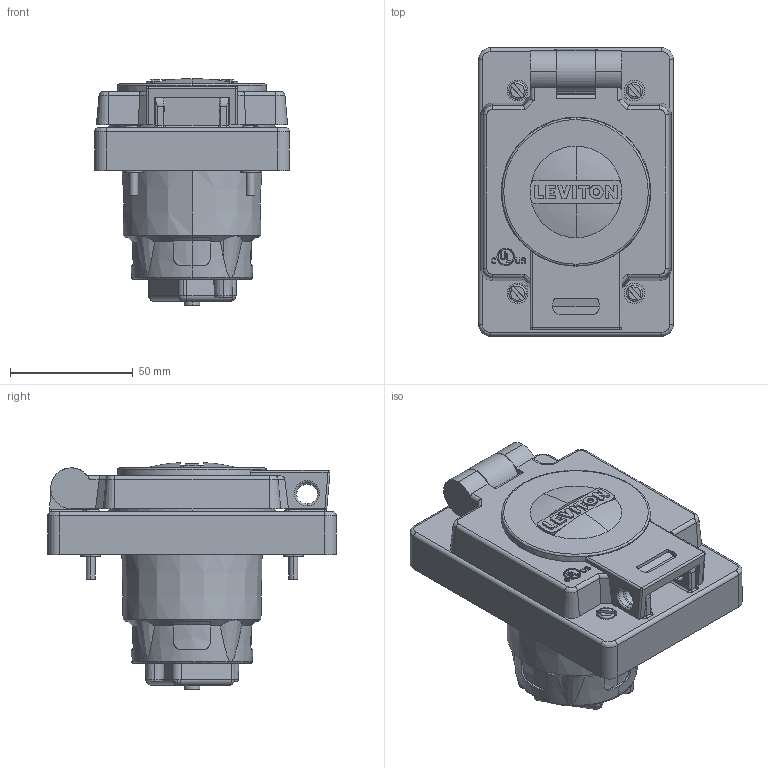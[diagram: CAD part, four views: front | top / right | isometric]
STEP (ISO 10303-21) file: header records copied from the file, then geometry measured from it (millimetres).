
FILE_DESCRIPTION (( 'STEP AP214' ), '1' );
FILE_NAME ('CATSTD-66W74-000.STEP', '2019-08-19T18:53:29', ( '' ), ( '' ), 'SwSTEP 2.0', 'SolidWorks 2017', '' );
FILE_SCHEMA (( 'AUTOMOTIVE_DESIGN' ));
Length unit declared in the file: inch
Products named in the file (1): CATSTD-66W74-000
Bounding box: 79.38 x 117.47 x 92.41 mm (x, y, z)
Volume: 372496.9 mm3; surface area: 51640.4 mm2
Topology: 1 solids, 1 shells, 569 faces, 1571 edges, 1044 vertices
Faces by surface type: plane 238, cylinder 224, bspline 67, cone 36, torus 4
Entity records: 32871 total; most frequent: CARTESIAN_POINT 12595, ORIENTED_EDGE 3130, DIRECTION 2117, EDGE_CURVE 1565, VERTEX_POINT 1044, AXIS2_PLACEMENT_3D 711, VECTOR 695, LINE 695
